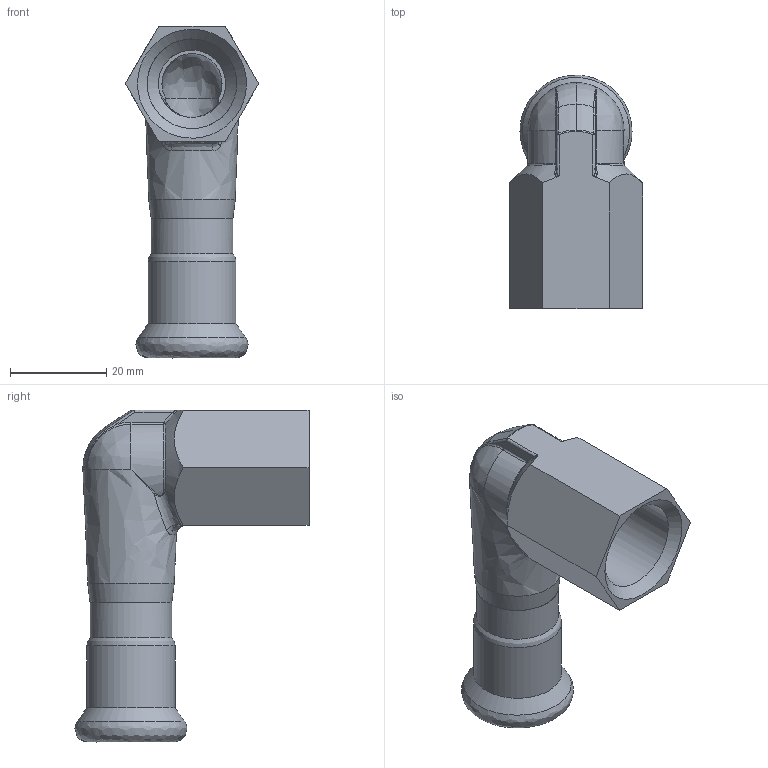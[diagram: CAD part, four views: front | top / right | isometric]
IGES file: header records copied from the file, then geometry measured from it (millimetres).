
Global section: file name: 43803; native system: Autodesk Inventor 2023; preprocessor: unknown; author: JANAN; date: 20230908.112828; units: millimetre
Bounding box: 27.71 x 48.64 x 69 mm (x, y, z)
Volume: 15644 mm3; surface area: 11346.6 mm2
Topology: 2 solids, 2 shells, 86 faces, 225 edges, 138 vertices
Faces by surface type: bspline 86
